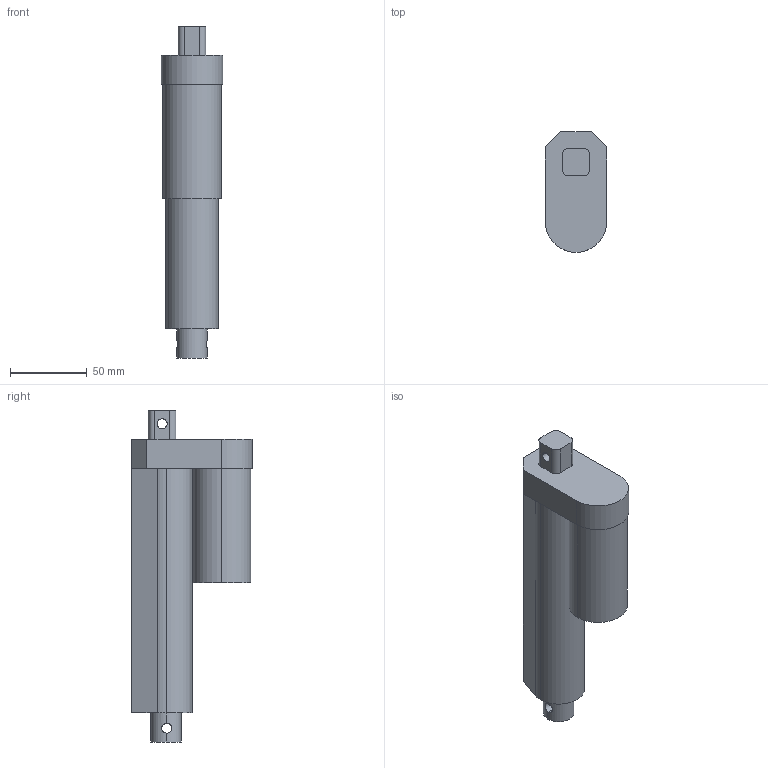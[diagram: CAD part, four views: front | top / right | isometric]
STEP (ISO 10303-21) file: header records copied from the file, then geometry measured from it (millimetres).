
FILE_DESCRIPTION (( 'STEP AP203' ), '1' );
FILE_NAME ('葬棲橫.STEP', '2025-10-21T00:04:27', ( '' ), ( '' ), 'SwSTEP 2.0', 'SolidWorks 2017', '' );
FILE_SCHEMA (( 'CONFIG_CONTROL_DESIGN' ));
Length unit declared in the file: millimetre
Products named in the file (1): 葬棲橫
Bounding box: 40 x 79 x 217 mm (x, y, z)
Volume: 323697.2 mm3; surface area: 41093 mm2
Topology: 1 solids, 1 shells, 33 faces, 88 edges, 58 vertices
Faces by surface type: plane 17, cylinder 16
Entity records: 1246 total; most frequent: CARTESIAN_POINT 323, ORIENTED_EDGE 176, DIRECTION 176, EDGE_CURVE 88, AXIS2_PLACEMENT_3D 62, VERTEX_POINT 58, LINE 52, VECTOR 52
